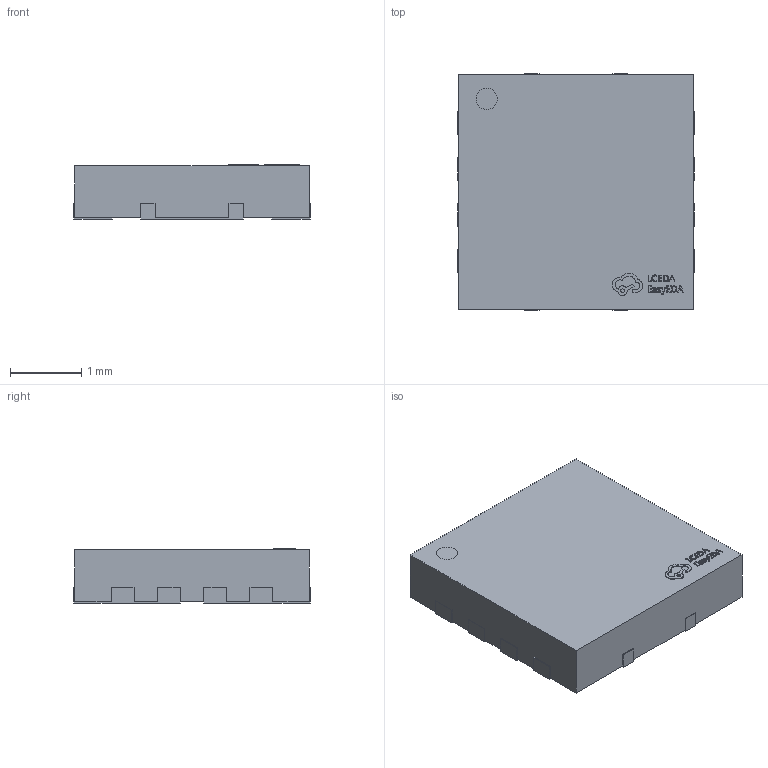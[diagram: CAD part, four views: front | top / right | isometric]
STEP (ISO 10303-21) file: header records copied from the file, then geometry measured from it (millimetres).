
FILE_DESCRIPTION (( 'STEP AP214' ), '1' );
FILE_NAME ('WQFN-8_L3.3-W3.3-P0.65-TL_NTTFD2D8N03P1E.STEP', '2022-09-20T08:57:40', ( '' ), ( '' ), 'SwSTEP 2.0', 'SolidWorks 2020', '' );
FILE_SCHEMA (( 'AUTOMOTIVE_DESIGN' ));
Length unit declared in the file: millimetre
Products named in the file (1): WQFN-8_L3.3-W3.3-P0.65-TL_NTTFD2D8N03P1E
Bounding box: 3.32 x 3.32 x 0.76 mm (x, y, z)
Volume: 8.1 mm3; surface area: 32.1 mm2
Topology: 1 solids, 1 shells, 305 faces, 849 edges, 566 vertices
Faces by surface type: plane 205, bspline 98, cylinder 2
Entity records: 13568 total; most frequent: CARTESIAN_POINT 3027, ORIENTED_EDGE 1698, DIRECTION 1069, EDGE_CURVE 849, VECTOR 645, LINE 645, VERTEX_POINT 566, EDGE_LOOP 325
